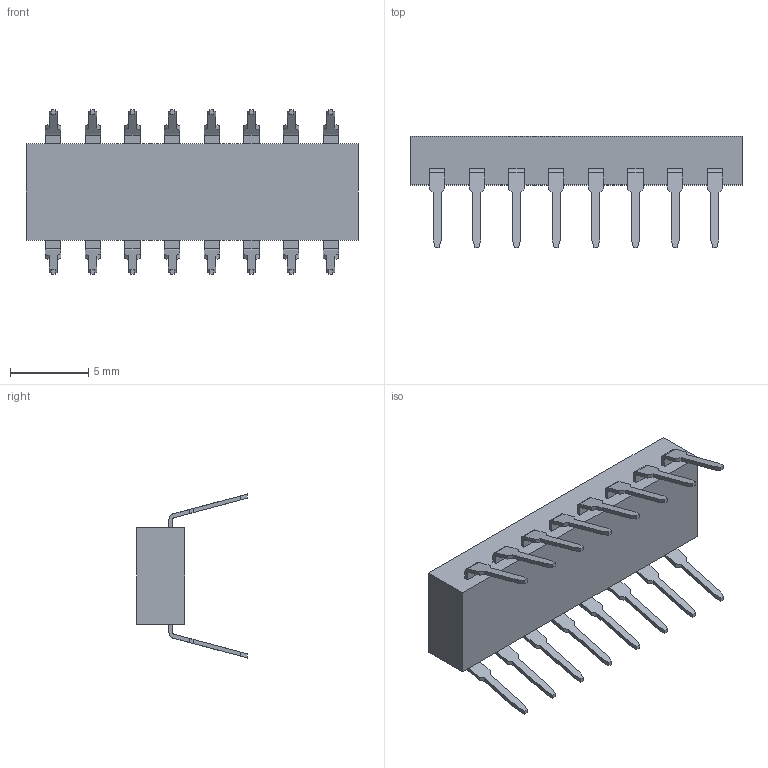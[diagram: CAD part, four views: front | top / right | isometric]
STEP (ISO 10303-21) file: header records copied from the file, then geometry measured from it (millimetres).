
FILE_DESCRIPTION(('STEP AP214'),'1');
FILE_NAME('19765.stp','2019-02-21T02:48:03',('TraceParts'),('TraceParts S.A.'),'Spatial InterOp 3D',' ',' ');
FILE_SCHEMA(('AUTOMOTIVE_DESIGN { 1 0 10303 214 1 1 1 1 }'));
Length unit declared in the file: millimetre
Products named in the file (1): 19765
Bounding box: 21.26 x 7.1 x 10.5 mm (x, y, z)
Volume: 409 mm3; surface area: 657.8 mm2
Topology: 1 solids, 1 shells, 326 faces, 876 edges, 584 vertices
Faces by surface type: plane 294, cylinder 32
Entity records: 19968 total; most frequent: CARTESIAN_POINT 1787, STYLED_ITEM 1786, PRESENTATION_STYLE_ASSIGNMENT 1786, COLOUR_RGB 1786, ORIENTED_EDGE 1752, DIRECTION 1594, EDGE_CURVE 876, CURVE_STYLE 876
